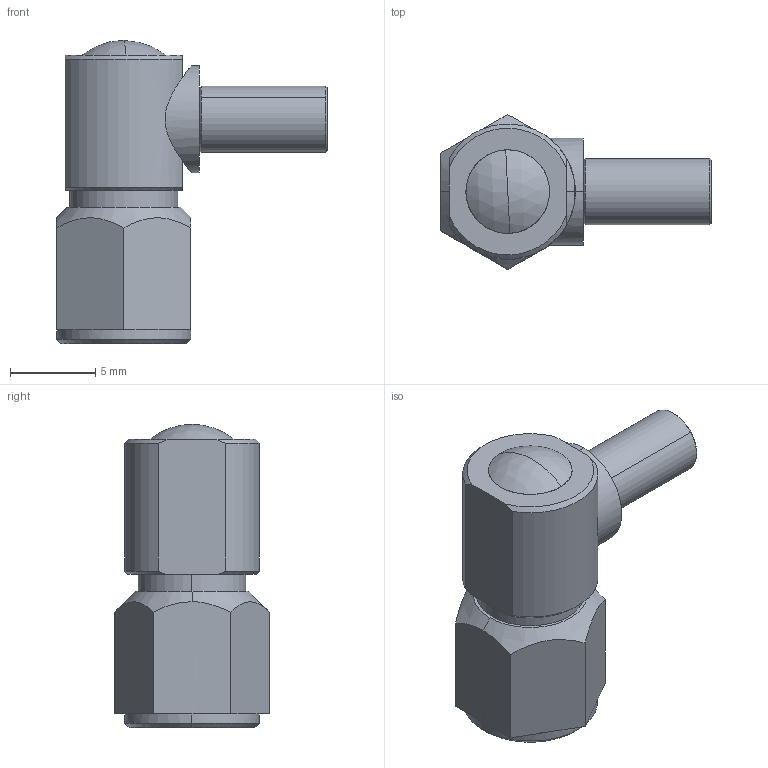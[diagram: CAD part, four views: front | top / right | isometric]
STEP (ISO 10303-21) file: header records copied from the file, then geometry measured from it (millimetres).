
FILE_DESCRIPTION (( 'STEP AP214' ), '1' );
FILE_NAME ('245-CON-SMA-90-NM.STEP', '2013-11-07T06:37:56', ( '' ), ( '' ), 'SwSTEP 2.0', 'SolidWorks 2013', '' );
FILE_SCHEMA (( 'AUTOMOTIVE_DESIGN' ));
Length unit declared in the file: millimetre
Products named in the file (4): 9245-CON-SMA-90.NM-3; 9245-CON-SMA-90.NM-2; 9245-CON-SMA-90.NM-1; 245-CON-SMA-90-NM
Assembly tree (3 placements, depth 2):
  245-CON-SMA-90-NM
    9245-CON-SMA-90.NM-1
    9245-CON-SMA-90.NM-2
    9245-CON-SMA-90.NM-3
Bounding box: 15.92 x 9.11 x 17.82 mm (x, y, z)
Volume: 743.7 mm3; surface area: 1096 mm2
Topology: 3 solids, 3 shells, 90 faces, 211 edges, 132 vertices
Faces by surface type: cylinder 34, plane 32, cone 20, sphere 4
Entity records: 2952 total; most frequent: CARTESIAN_POINT 701, DIRECTION 459, ORIENTED_EDGE 422, EDGE_CURVE 211, AXIS2_PLACEMENT_3D 186, VERTEX_POINT 132, EDGE_LOOP 103, FACE_OUTER_BOUND 90
